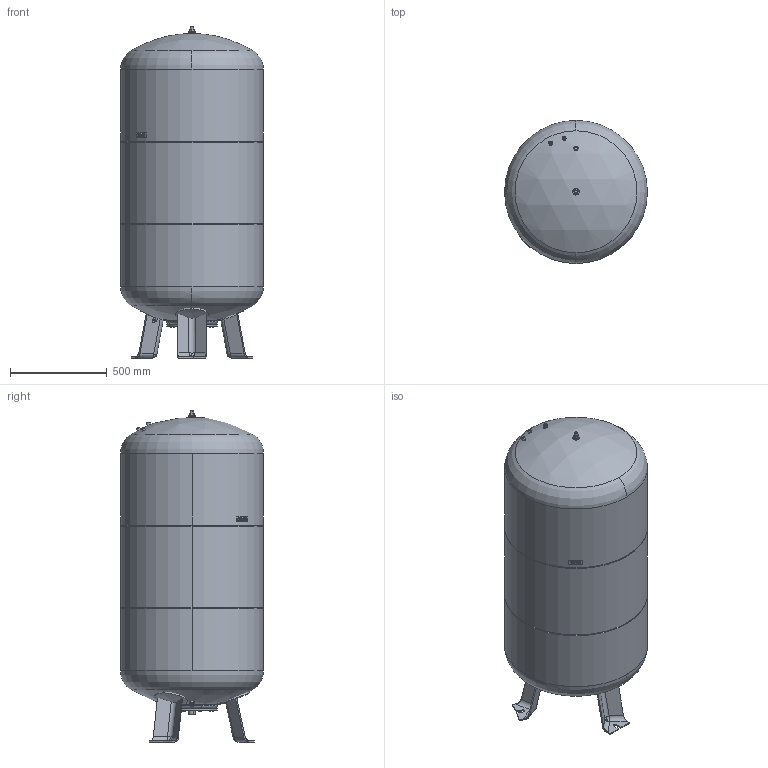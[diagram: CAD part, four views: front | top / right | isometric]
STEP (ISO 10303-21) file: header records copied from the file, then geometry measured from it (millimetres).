
FILE_DESCRIPTION((''),'2;1');
FILE_NAME('3d_RF600_6bar-7789500.stp','2009-12-30T07:28:20',(''),(''),'Mechanical Desktop 2008','Mechanical Desktop 2008',', , ');
FILE_SCHEMA(('CONFIG_CONTROL_DESIGN'));
Length unit declared in the file: millimetre
Products named in the file (1): Product
Bounding box: 740 x 740 x 1720 mm (x, y, z)
Volume: 593690539.5 mm3; surface area: 6253392.5 mm2
Topology: 18 solids, 18 shells, 450 faces, 1062 edges, 660 vertices
Faces by surface type: plane 233, cylinder 132, cone 42, sphere 17, bspline 14, torus 12
Entity records: 13733 total; most frequent: CARTESIAN_POINT 3190, DIRECTION 2243, ORIENTED_EDGE 2094, EDGE_CURVE 1047, AXIS2_PLACEMENT_3D 804, VERTEX_POINT 660, VECTOR 635, LINE 635
